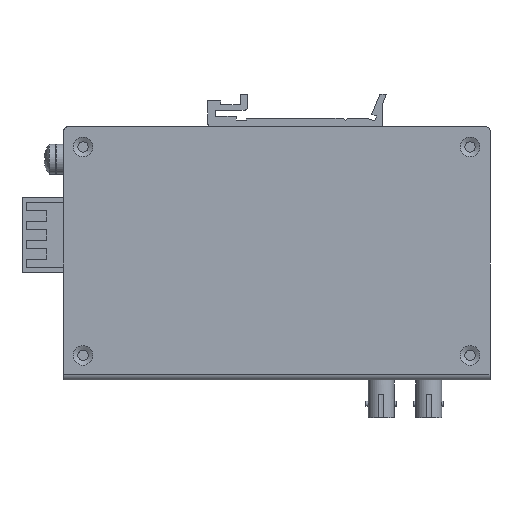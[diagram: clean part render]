
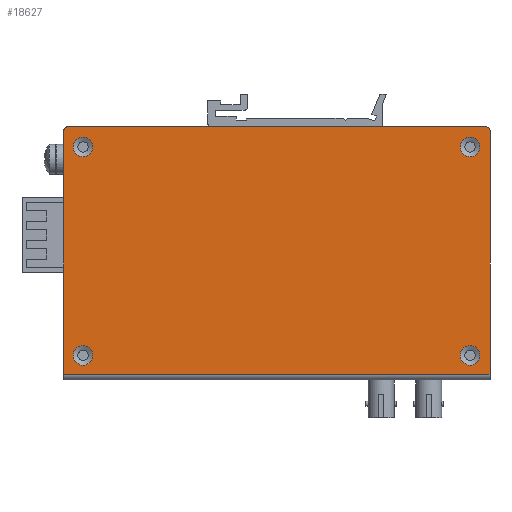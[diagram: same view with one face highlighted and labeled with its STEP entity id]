
A CAD part, left-side view. The second image highlights one B-rep face of the part: STEP entity #18627.
In plain terms, the highlighted planar face has unit normal (-1, 0, 0).
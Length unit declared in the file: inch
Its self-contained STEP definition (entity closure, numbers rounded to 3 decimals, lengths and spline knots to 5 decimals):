
#19 = VECTOR ( 'NONE', #22785, 39.37008 ) ;
#229 = ORIENTED_EDGE ( 'NONE', *, *, #12510, .T. ) ;
#393 = AXIS2_PLACEMENT_3D ( 'NONE', #16237, #25476, #13662 ) ;
#2896 = CARTESIAN_POINT ( 'NONE',  ( 1.92232, -5.90932, 3.75885 ) ) ;
#4335 = DIRECTION ( 'NONE',  ( 0., 0., -1. ) ) ;
#4587 = AXIS2_PLACEMENT_3D ( 'NONE', #18359, #24572, #33710 ) ;
#5382 = CIRCLE ( 'NONE', #393, 0.10433 ) ;
#6328 = EDGE_LOOP ( 'NONE', ( #229 ) ) ;
#6385 = AXIS2_PLACEMENT_3D ( 'NONE', #2896, #18147, #38569 ) ;
#6628 = ORIENTED_EDGE ( 'NONE', *, *, #32522, .T. ) ;
#6829 = VERTEX_POINT ( 'NONE', #23684 ) ;
#7547 = FACE_BOUND ( 'NONE', #16718, .T. ) ;
#7773 = CARTESIAN_POINT ( 'NONE',  ( 1.92232, -1.3916, 3.8179 ) ) ;
#7866 = AXIS2_PLACEMENT_3D ( 'NONE', #18197, #17797, #29827 ) ;
#8100 = VERTEX_POINT ( 'NONE', #17034 ) ;
#8479 = EDGE_CURVE ( 'NONE', #24391, #24391, #5382, .T. ) ;
#9395 = FACE_BOUND ( 'NONE', #6328, .T. ) ;
#9834 = FACE_BOUND ( 'NONE', #16120, .T. ) ;
#10439 = CARTESIAN_POINT ( 'NONE',  ( 1.92232, -1.3916, 5.12696 ) ) ;
#10582 = AXIS2_PLACEMENT_3D ( 'NONE', #30866, #31013, #33996 ) ;
#10809 = CIRCLE ( 'NONE', #4587, 0.03937 ) ;
#11318 = VECTOR ( 'NONE', #25378, 39.37008 ) ;
#11385 = VERTEX_POINT ( 'NONE', #19003 ) ;
#11705 = VERTEX_POINT ( 'NONE', #37315 ) ;
#12510 = EDGE_CURVE ( 'NONE', #11385, #11385, #18788, .T. ) ;
#12829 = EDGE_CURVE ( 'NONE', #38051, #38051, #28001, .T. ) ;
#12992 = CARTESIAN_POINT ( 'NONE',  ( 1.92232, -5.8601, 6.39664 ) ) ;
#13020 = LINE ( 'NONE', #31747, #25588 ) ;
#13196 = LINE ( 'NONE', #28281, #11318 ) ;
#13429 = CARTESIAN_POINT ( 'NONE',  ( 1.92232, -5.58451, 6.22341 ) ) ;
#13662 = DIRECTION ( 'NONE',  ( 0., 1., 0. ) ) ;
#14445 = CIRCLE ( 'NONE', #25388, 0.03937 ) ;
#15245 = EDGE_CURVE ( 'NONE', #18345, #37954, #23749, .T. ) ;
#15709 = EDGE_CURVE ( 'NONE', #11705, #20973, #14445, .T. ) ;
#15977 = DIRECTION ( 'NONE',  ( 0., 0., 1. ) ) ;
#16120 = EDGE_LOOP ( 'NONE', ( #22707 ) ) ;
#16237 = CARTESIAN_POINT ( 'NONE',  ( 1.92232, -5.68884, 6.22341 ) ) ;
#16348 = FACE_BOUND ( 'NONE', #23686, .T. ) ;
#16691 = VECTOR ( 'NONE', #22542, 39.37008 ) ;
#16718 = EDGE_LOOP ( 'NONE', ( #31648 ) ) ;
#16874 = DIRECTION ( 'NONE',  ( 0., -1., 0. ) ) ;
#17034 = CARTESIAN_POINT ( 'NONE',  ( 1.92232, -1.59436, 6.11908 ) ) ;
#17797 = DIRECTION ( 'NONE',  ( 1., 0., 0. ) ) ;
#17887 = PLANE ( 'NONE',  #6385 ) ;
#18147 = DIRECTION ( 'NONE',  ( -1., 0., 0. ) ) ;
#18197 = CARTESIAN_POINT ( 'NONE',  ( 1.92232, -1.59436, 4.01869 ) ) ;
#18345 = VERTEX_POINT ( 'NONE', #7773 ) ;
#18359 = CARTESIAN_POINT ( 'NONE',  ( 1.92232, -1.43097, 6.39664 ) ) ;
#18627 = ADVANCED_FACE ( 'NONE', ( #38377, #9834, #9395, #7547, #16348 ), #17887, .T. ) ;
#18788 = CIRCLE ( 'NONE', #10582, 0.10433 ) ;
#19003 = CARTESIAN_POINT ( 'NONE',  ( 1.92232, -5.68884, 3.91436 ) ) ;
#19615 = ORIENTED_EDGE ( 'NONE', *, *, #24811, .T. ) ;
#20658 = ORIENTED_EDGE ( 'NONE', *, *, #24250, .T. ) ;
#20973 = VERTEX_POINT ( 'NONE', #28869 ) ;
#21692 = EDGE_LOOP ( 'NONE', ( #6628, #33275, #38035, #33754, #35180, #19615 ) ) ;
#21694 = CARTESIAN_POINT ( 'NONE',  ( 1.92232, -1.59436, 3.91436 ) ) ;
#22542 = DIRECTION ( 'NONE',  ( 0., 0., 1. ) ) ;
#22707 = ORIENTED_EDGE ( 'NONE', *, *, #8479, .T. ) ;
#22785 = DIRECTION ( 'NONE',  ( 0., 0., 1. ) ) ;
#22878 = EDGE_CURVE ( 'NONE', #37954, #36609, #10809, .T. ) ;
#23684 = CARTESIAN_POINT ( 'NONE',  ( 1.92232, -5.89947, 3.8179 ) ) ;
#23686 = EDGE_LOOP ( 'NONE', ( #20658 ) ) ;
#23749 = LINE ( 'NONE', #10439, #19 ) ;
#24004 = CIRCLE ( 'NONE', #31194, 0.10433 ) ;
#24250 = EDGE_CURVE ( 'NONE', #8100, #8100, #24004, .T. ) ;
#24391 = VERTEX_POINT ( 'NONE', #13429 ) ;
#24572 = DIRECTION ( 'NONE',  ( 1., 0., 0. ) ) ;
#24811 = EDGE_CURVE ( 'NONE', #18345, #6829, #13196, .T. ) ;
#25215 = DIRECTION ( 'NONE',  ( -1., 0., 0. ) ) ;
#25378 = DIRECTION ( 'NONE',  ( 0., -1., 0. ) ) ;
#25388 = AXIS2_PLACEMENT_3D ( 'NONE', #12992, #25215, #15977 ) ;
#25476 = DIRECTION ( 'NONE',  ( 1., 0., 0. ) ) ;
#25512 = EDGE_CURVE ( 'NONE', #36609, #20973, #13020, .T. ) ;
#25533 = CARTESIAN_POINT ( 'NONE',  ( 1.92232, -5.89947, 5.12696 ) ) ;
#25588 = VECTOR ( 'NONE', #16874, 39.37008 ) ;
#28001 = CIRCLE ( 'NONE', #7866, 0.10433 ) ;
#28281 = CARTESIAN_POINT ( 'NONE',  ( 1.92232, -5.90932, 3.8179 ) ) ;
#28367 = CARTESIAN_POINT ( 'NONE',  ( 1.92232, -1.59436, 6.22341 ) ) ;
#28869 = CARTESIAN_POINT ( 'NONE',  ( 1.92232, -5.8601, 6.43601 ) ) ;
#29827 = DIRECTION ( 'NONE',  ( 0., 0., -1. ) ) ;
#30866 = CARTESIAN_POINT ( 'NONE',  ( 1.92232, -5.68884, 4.01869 ) ) ;
#30929 = CARTESIAN_POINT ( 'NONE',  ( 1.92232, -1.43097, 6.43601 ) ) ;
#31013 = DIRECTION ( 'NONE',  ( 1., 0., 0. ) ) ;
#31104 = DIRECTION ( 'NONE',  ( 1., 0., 0. ) ) ;
#31194 = AXIS2_PLACEMENT_3D ( 'NONE', #28367, #31104, #4335 ) ;
#31648 = ORIENTED_EDGE ( 'NONE', *, *, #12829, .T. ) ;
#31723 = CARTESIAN_POINT ( 'NONE',  ( 1.92232, -1.3916, 6.39664 ) ) ;
#31747 = CARTESIAN_POINT ( 'NONE',  ( 1.92232, -3.64554, 6.43601 ) ) ;
#32522 = EDGE_CURVE ( 'NONE', #6829, #11705, #33486, .T. ) ;
#33275 = ORIENTED_EDGE ( 'NONE', *, *, #15709, .T. ) ;
#33486 = LINE ( 'NONE', #25533, #16691 ) ;
#33710 = DIRECTION ( 'NONE',  ( 0., 0., 1. ) ) ;
#33754 = ORIENTED_EDGE ( 'NONE', *, *, #22878, .F. ) ;
#33996 = DIRECTION ( 'NONE',  ( 0., 0., -1. ) ) ;
#35180 = ORIENTED_EDGE ( 'NONE', *, *, #15245, .F. ) ;
#36609 = VERTEX_POINT ( 'NONE', #30929 ) ;
#37315 = CARTESIAN_POINT ( 'NONE',  ( 1.92232, -5.89947, 6.39664 ) ) ;
#37954 = VERTEX_POINT ( 'NONE', #31723 ) ;
#38035 = ORIENTED_EDGE ( 'NONE', *, *, #25512, .F. ) ;
#38051 = VERTEX_POINT ( 'NONE', #21694 ) ;
#38377 = FACE_OUTER_BOUND ( 'NONE', #21692, .T. ) ;
#38569 = DIRECTION ( 'NONE',  ( 0., 0., -1. ) ) ;
